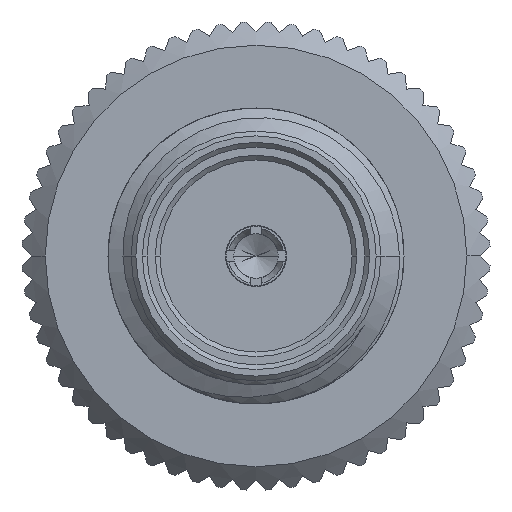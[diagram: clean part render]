
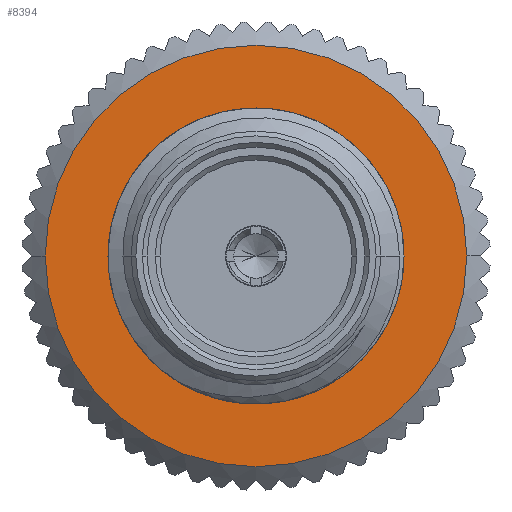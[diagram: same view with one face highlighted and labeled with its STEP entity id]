
A CAD part, left-side view. The second image highlights one B-rep face of the part: STEP entity #8394.
In plain terms, the highlighted planar face has unit normal (-1, 0, 0).
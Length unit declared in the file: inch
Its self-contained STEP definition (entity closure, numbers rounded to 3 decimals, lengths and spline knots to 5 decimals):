
#1536=CARTESIAN_POINT('',(0.30709,0.,0.));
#1537=DIRECTION('',(1.,0.,0.));
#1538=DIRECTION('',(0.,-1.,0.));
#1539=AXIS2_PLACEMENT_3D('',#1536,#1537,#1538);
#1541=CARTESIAN_POINT('',(0.30709,0.,0.));
#1542=DIRECTION('',(1.,0.,0.));
#1543=DIRECTION('',(0.,1.,0.));
#1544=AXIS2_PLACEMENT_3D('',#1541,#1542,#1543);
#1546=CARTESIAN_POINT('',(0.30709,0.,0.));
#1547=DIRECTION('',(-1.,0.,0.));
#1548=DIRECTION('',(0.,1.,0.));
#1549=AXIS2_PLACEMENT_3D('',#1546,#1547,#1548);
#1551=CARTESIAN_POINT('',(0.30709,0.,0.));
#1552=DIRECTION('',(1.,0.,0.));
#1553=DIRECTION('',(0.,1.,0.));
#1554=AXIS2_PLACEMENT_3D('',#1551,#1552,#1553);
#5240=CARTESIAN_POINT('',(0.30709,0.10492,0.));
#5241=CARTESIAN_POINT('',(0.30709,-0.10492,0.));
#5242=VERTEX_POINT('',#5240);
#5243=VERTEX_POINT('',#5241);
#5276=CARTESIAN_POINT('',(0.30709,-0.17717,0.));
#5277=CARTESIAN_POINT('',(0.30709,0.17717,0.));
#5278=VERTEX_POINT('',#5276);
#5279=VERTEX_POINT('',#5277);
#8379=CARTESIAN_POINT('',(0.30709,0.,0.));
#8380=DIRECTION('',(1.,0.,0.));
#8381=DIRECTION('',(0.,-1.,0.));
#8382=AXIS2_PLACEMENT_3D('',#8379,#8380,#8381);
#8383=PLANE('',#8382);
#8385=ORIENTED_EDGE('',*,*,#8384,.T.);
#8387=ORIENTED_EDGE('',*,*,#8386,.T.);
#8388=EDGE_LOOP('',(#8385,#8387));
#8389=FACE_OUTER_BOUND('',#8388,.F.);
#8390=ORIENTED_EDGE('',*,*,#8373,.T.);
#8391=ORIENTED_EDGE('',*,*,#8359,.F.);
#8392=EDGE_LOOP('',(#8390,#8391));
#8393=FACE_BOUND('',#8392,.F.);
#8394=ADVANCED_FACE('',(#8389,#8393),#8383,.F.);
#1540=CIRCLE('',#1539,0.17717);
#1545=CIRCLE('',#1544,0.17717);
#1550=CIRCLE('',#1549,0.10492);
#1555=CIRCLE('',#1554,0.10492);
#8359=EDGE_CURVE('',#5242,#5243,#1555,.T.);
#8373=EDGE_CURVE('',#5242,#5243,#1550,.T.);
#8384=EDGE_CURVE('',#5278,#5279,#1540,.T.);
#8386=EDGE_CURVE('',#5279,#5278,#1545,.T.);
